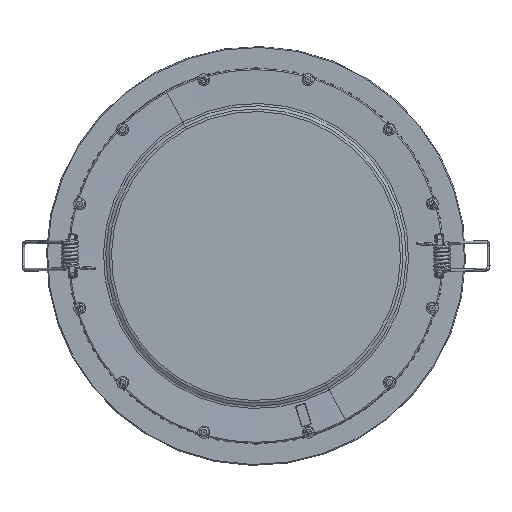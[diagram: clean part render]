
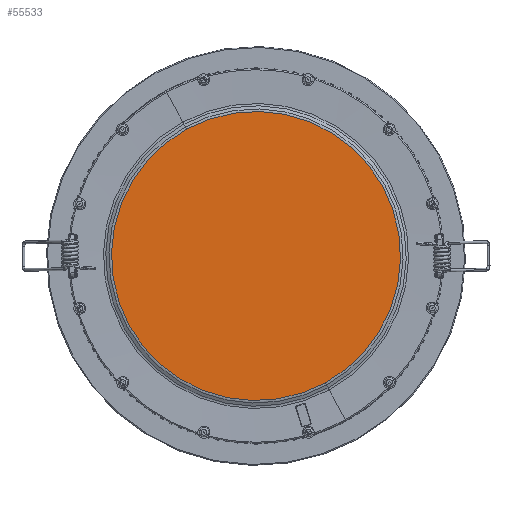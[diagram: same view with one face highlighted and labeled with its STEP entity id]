
A CAD part, left-side view. The second image highlights one B-rep face of the part: STEP entity #55533.
In plain terms, the highlighted planar face has unit normal (-1, 0, 0).
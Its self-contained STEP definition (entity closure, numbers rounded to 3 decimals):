
#55486=CARTESIAN_POINT('Axis2P3D Location',(-12.402,0.,0.)) ;
#55490=CARTESIAN_POINT('Vertex',(-12.402,39.75,72.761)) ;
#55492=CARTESIAN_POINT('Vertex',(-12.402,-39.75,-72.761)) ;
#55512=CARTESIAN_POINT('Axis2P3D Location',(-12.402,0.,0.)) ;
#55524=CARTESIAN_POINT('Axis2P3D Location',(-12.402,0.,82.911)) ;
#55487=DIRECTION('Axis2P3D Direction',(-1.,0.,0.)) ;
#55513=DIRECTION('Axis2P3D Direction',(-1.,0.,0.)) ;
#55525=DIRECTION('Axis2P3D Direction',(-1.,0.,0.)) ;
#55526=DIRECTION('Axis2P3D XDirection',(0.,1.,0.)) ;
#55488=AXIS2_PLACEMENT_3D('Circle Axis2P3D',#55486,#55487,$) ;
#55514=AXIS2_PLACEMENT_3D('Circle Axis2P3D',#55512,#55513,$) ;
#55527=AXIS2_PLACEMENT_3D('Plane Axis2P3D',#55524,#55525,#55526) ;
#55530=ORIENTED_EDGE('',*,*,#55494,.T.) ;
#55531=ORIENTED_EDGE('',*,*,#55516,.T.) ;
#55533=ADVANCED_FACE('Body.2',(#55532),#55528,.T.) ;
#55489=CIRCLE('generated circle',#55488,82.911) ;
#55515=CIRCLE('generated circle',#55514,82.911) ;
#55494=EDGE_CURVE('',#55491,#55493,#55489,.T.) ;
#55516=EDGE_CURVE('',#55493,#55491,#55515,.T.) ;
#55529=EDGE_LOOP('',(#55530,#55531)) ;
#55532=FACE_OUTER_BOUND('',#55529,.T.) ;
#55528=PLANE('',#55527) ;
#55491=VERTEX_POINT('',#55490) ;
#55493=VERTEX_POINT('',#55492) ;
